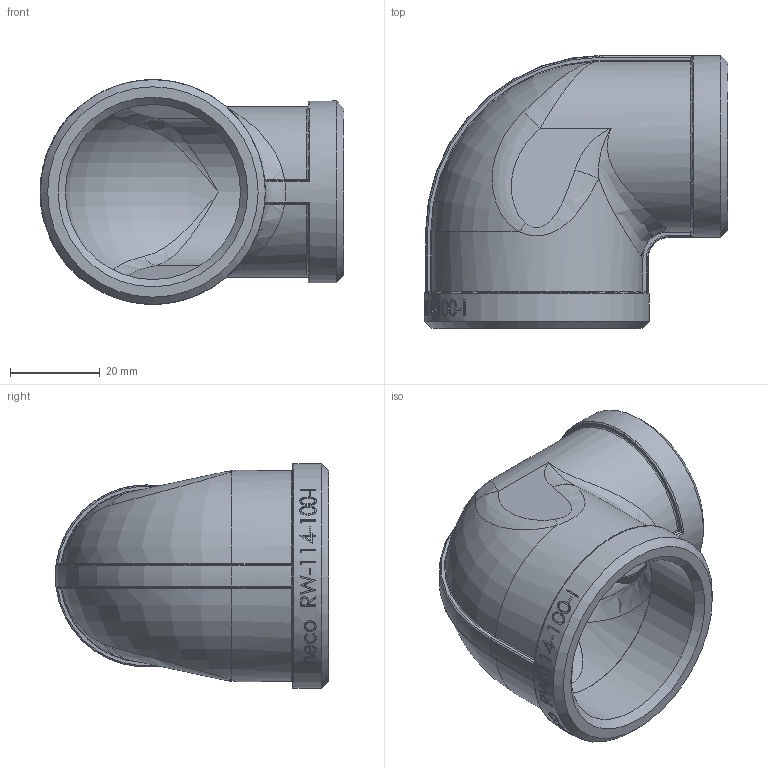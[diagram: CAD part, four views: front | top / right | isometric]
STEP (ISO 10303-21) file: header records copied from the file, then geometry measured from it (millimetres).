
FILE_DESCRIPTION (( 'STEP AP214' ), '1' );
FILE_NAME ('heco_RW-114-100-I.STEP', '2016-06-30T11:54:48', ( '' ), ( '' ), 'SwSTEP 2.0', 'SolidWorks 2011', '' );
FILE_SCHEMA (( 'AUTOMOTIVE_DESIGN' ));
Length unit declared in the file: millimetre
Products named in the file (1): heco_RW-114-100-I
Bounding box: 67.6 x 60.74 x 50 mm (x, y, z)
Volume: 29923.5 mm3; surface area: 20717.6 mm2
Topology: 1 solids, 1 shells, 289 faces, 715 edges, 438 vertices
Faces by surface type: bspline 114, plane 81, cylinder 58, torus 22, sphere 8, cone 6
Full cylindrical faces by diameter (mm): 30.291 x1, 38.952 x1, 40.5 x1, 42.6 x1, 50 x1
Entity records: 22135 total; most frequent: CARTESIAN_POINT 14586, ORIENTED_EDGE 1368, DIRECTION 878, EDGE_CURVE 684, VERTEX_POINT 433, AXIS2_PLACEMENT_3D 362, B_SPLINE_CURVE_WITH_KNOTS 340, EDGE_LOOP 327
